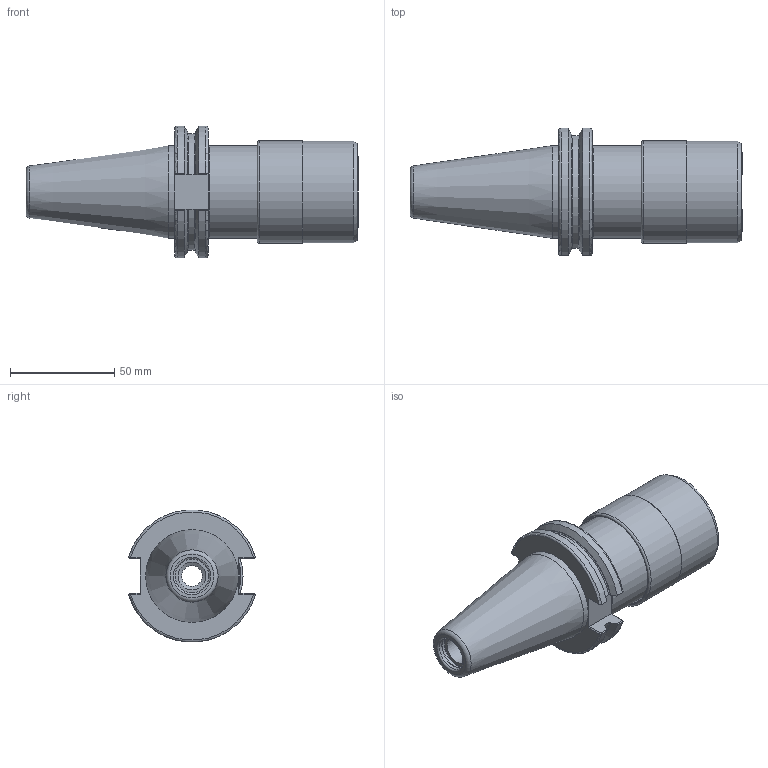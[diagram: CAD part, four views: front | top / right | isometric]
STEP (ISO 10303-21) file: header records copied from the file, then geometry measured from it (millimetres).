
FILE_DESCRIPTION(/* description */ (''),/* implementation_level */ '2;1');
FILE_NAME(/* name */ 'CAT40-RT2-091.stp',/* time_stamp */ '2019-07-26T08:06:15-05:00',/* author */ ('ldfli'),/* organization */ ('Pioneer N.A.'),/* preprocessor_version */ 'ST-DEVELOPER v18',/* originating_system */ 'Autodesk Inventor LT',/* authorisation */ '');
FILE_SCHEMA (('AUTOMOTIVE_DESIGN { 1 0 10303 214 3 1 1 }'));
Length unit declared in the file: millimetre
Products named in the file (1): CAT40-RT2-091
Bounding box: 159.25 x 61.14 x 63.31 mm (x, y, z)
Volume: 188831.3 mm3; surface area: 45005.7 mm2
Topology: 1 solids, 2 shells, 125 faces, 353 edges, 237 vertices
Faces by surface type: plane 44, cylinder 27, torus 19, cone 19, bspline 16
Full cylindrical faces by diameter (mm): 10 x2, 13.386 x1, 16.3 x1, 16.8 x1, 31 x1, 31.4 x1, 39.6 x1, 40 x2, 44 x1, 44.45 x1, 44.5 x2, 46 x1, 48.5 x1, 49 x1
Entity records: 4898 total; most frequent: CARTESIAN_POINT 1640, ORIENTED_EDGE 704, DIRECTION 659, EDGE_CURVE 352, AXIS2_PLACEMENT_3D 262, VERTEX_POINT 237, CIRCLE 152, EDGE_LOOP 135
